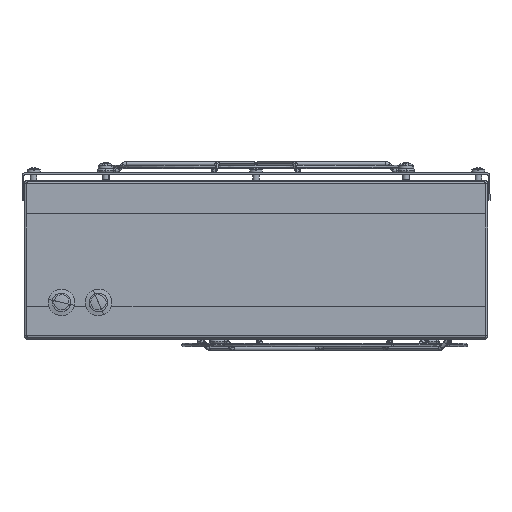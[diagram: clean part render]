
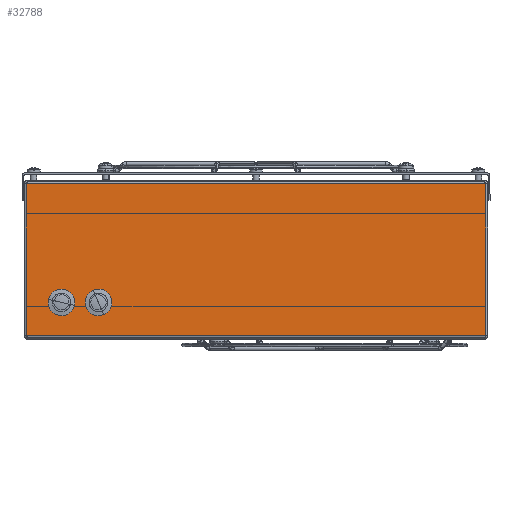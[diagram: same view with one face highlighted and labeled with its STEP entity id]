
A CAD part, front view. The second image highlights one B-rep face of the part: STEP entity #32788.
In plain terms, the highlighted planar face has unit normal (0, -1, 0).
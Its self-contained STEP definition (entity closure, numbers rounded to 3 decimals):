
#132 = FACE_BOUND ( 'NONE', #10244, .T. ) ;
#562 = FACE_BOUND ( 'NONE', #32799, .T. ) ;
#605 = EDGE_CURVE ( 'NONE', #29566, #29754, #23596, .T. ) ;
#751 = EDGE_LOOP ( 'NONE', ( #19774, #23839, #30371, #17033 ) ) ;
#992 = EDGE_CURVE ( 'NONE', #17115, #26525, #16462, .T. ) ;
#1596 = DIRECTION ( 'NONE',  ( 0., 0., -1. ) ) ;
#2165 = EDGE_CURVE ( 'NONE', #29754, #20037, #21572, .T. ) ;
#2534 = DIRECTION ( 'NONE',  ( 0., -1., 0. ) ) ;
#3390 = DIRECTION ( 'NONE',  ( 0., -1., 0. ) ) ;
#4138 = EDGE_CURVE ( 'NONE', #20794, #20037, #15905, .T. ) ;
#6682 = CARTESIAN_POINT ( 'NONE',  ( 123.929, -255., 83. ) ) ;
#7355 = FACE_OUTER_BOUND ( 'NONE', #751, .T. ) ;
#7793 = CARTESIAN_POINT ( 'NONE',  ( -85., -255., 14. ) ) ;
#8424 = PLANE ( 'NONE',  #19492 ) ;
#8985 = CARTESIAN_POINT ( 'NONE',  ( -85., -255., 19. ) ) ;
#9374 = ORIENTED_EDGE ( 'NONE', *, *, #23826, .F. ) ;
#10244 = EDGE_LOOP ( 'NONE', ( #25114, #22494 ) ) ;
#10953 = CARTESIAN_POINT ( 'NONE',  ( -105., -255., 19. ) ) ;
#11063 = DIRECTION ( 'NONE',  ( 0., 0., 1. ) ) ;
#11296 = AXIS2_PLACEMENT_3D ( 'NONE', #10953, #3390, #15965 ) ;
#12003 = VERTEX_POINT ( 'NONE', #18987 ) ;
#12390 = DIRECTION ( 'NONE',  ( 0., 0., 1. ) ) ;
#12518 = CARTESIAN_POINT ( 'NONE',  ( -123.929, -255., 1. ) ) ;
#13232 = AXIS2_PLACEMENT_3D ( 'NONE', #31700, #26563, #13763 ) ;
#13384 = AXIS2_PLACEMENT_3D ( 'NONE', #8985, #19190, #1596 ) ;
#13658 = CIRCLE ( 'NONE', #13384, 5. ) ;
#13763 = DIRECTION ( 'NONE',  ( 0., 0., -1. ) ) ;
#13957 = CARTESIAN_POINT ( 'NONE',  ( 123.929, -255., 0. ) ) ;
#15416 = CIRCLE ( 'NONE', #18218, 5. ) ;
#15905 = LINE ( 'NONE', #32661, #27420 ) ;
#15965 = DIRECTION ( 'NONE',  ( 0., 0., -1. ) ) ;
#15972 = CIRCLE ( 'NONE', #13232, 5. ) ;
#16462 = CIRCLE ( 'NONE', #11296, 5. ) ;
#17033 = ORIENTED_EDGE ( 'NONE', *, *, #605, .T. ) ;
#17115 = VERTEX_POINT ( 'NONE', #21998 ) ;
#17141 = EDGE_CURVE ( 'NONE', #12003, #21978, #15416, .T. ) ;
#17472 = EDGE_CURVE ( 'NONE', #29566, #20794, #26148, .T. ) ;
#18218 = AXIS2_PLACEMENT_3D ( 'NONE', #20537, #2534, #20433 ) ;
#18987 = CARTESIAN_POINT ( 'NONE',  ( -85., -255., 24. ) ) ;
#19190 = DIRECTION ( 'NONE',  ( 0., -1., 0. ) ) ;
#19492 = AXIS2_PLACEMENT_3D ( 'NONE', #23317, #31336, #26200 ) ;
#19774 = ORIENTED_EDGE ( 'NONE', *, *, #2165, .T. ) ;
#20037 = VERTEX_POINT ( 'NONE', #26821 ) ;
#20156 = VECTOR ( 'NONE', #31929, 1000. ) ;
#20433 = DIRECTION ( 'NONE',  ( 0., 0., -1. ) ) ;
#20537 = CARTESIAN_POINT ( 'NONE',  ( -85., -255., 19. ) ) ;
#20609 = EDGE_CURVE ( 'NONE', #21978, #12003, #13658, .T. ) ;
#20794 = VERTEX_POINT ( 'NONE', #12518 ) ;
#21322 = CARTESIAN_POINT ( 'NONE',  ( -105., -255., 24. ) ) ;
#21572 = LINE ( 'NONE', #6682, #23174 ) ;
#21650 = CARTESIAN_POINT ( 'NONE',  ( -125., -255., 1. ) ) ;
#21978 = VERTEX_POINT ( 'NONE', #7793 ) ;
#21998 = CARTESIAN_POINT ( 'NONE',  ( -105., -255., 14. ) ) ;
#22213 = DIRECTION ( 'NONE',  ( -1., 0., 0. ) ) ;
#22494 = ORIENTED_EDGE ( 'NONE', *, *, #17141, .F. ) ;
#23174 = VECTOR ( 'NONE', #22213, 1000. ) ;
#23200 = VECTOR ( 'NONE', #11063, 1000. ) ;
#23317 = CARTESIAN_POINT ( 'NONE',  ( 0., -255., 0. ) ) ;
#23596 = LINE ( 'NONE', #13957, #23200 ) ;
#23826 = EDGE_CURVE ( 'NONE', #26525, #17115, #15972, .T. ) ;
#23839 = ORIENTED_EDGE ( 'NONE', *, *, #4138, .F. ) ;
#23907 = CARTESIAN_POINT ( 'NONE',  ( 123.929, -255., 1. ) ) ;
#24355 = CARTESIAN_POINT ( 'NONE',  ( 123.929, -255., 83. ) ) ;
#25114 = ORIENTED_EDGE ( 'NONE', *, *, #20609, .F. ) ;
#26148 = LINE ( 'NONE', #21650, #20156 ) ;
#26200 = DIRECTION ( 'NONE',  ( 0., 0., 1. ) ) ;
#26525 = VERTEX_POINT ( 'NONE', #21322 ) ;
#26563 = DIRECTION ( 'NONE',  ( 0., -1., 0. ) ) ;
#26821 = CARTESIAN_POINT ( 'NONE',  ( -123.929, -255., 83. ) ) ;
#27420 = VECTOR ( 'NONE', #12390, 1000. ) ;
#29170 = ORIENTED_EDGE ( 'NONE', *, *, #992, .F. ) ;
#29566 = VERTEX_POINT ( 'NONE', #23907 ) ;
#29754 = VERTEX_POINT ( 'NONE', #24355 ) ;
#30371 = ORIENTED_EDGE ( 'NONE', *, *, #17472, .F. ) ;
#31336 = DIRECTION ( 'NONE',  ( 0., 1., 0. ) ) ;
#31700 = CARTESIAN_POINT ( 'NONE',  ( -105., -255., 19. ) ) ;
#31929 = DIRECTION ( 'NONE',  ( -1., 0., 0. ) ) ;
#32661 = CARTESIAN_POINT ( 'NONE',  ( -123.929, -255., 0. ) ) ;
#32788 = ADVANCED_FACE ( 'NONE', ( #132, #7355, #562 ), #8424, .F. ) ;
#32799 = EDGE_LOOP ( 'NONE', ( #29170, #9374 ) ) ;
